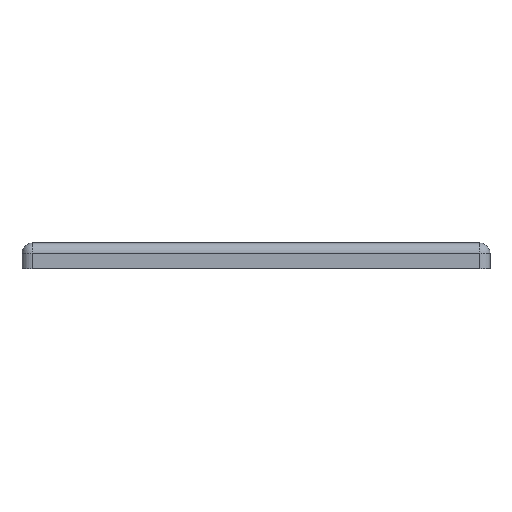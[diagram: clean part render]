
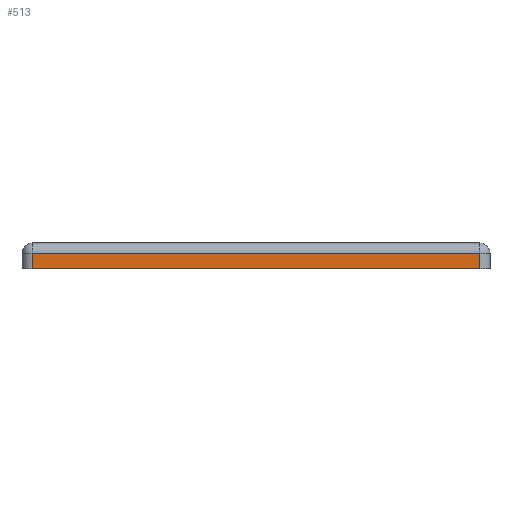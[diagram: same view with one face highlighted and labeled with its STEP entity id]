
A CAD part, front view. The second image highlights one B-rep face of the part: STEP entity #513.
In plain terms, the highlighted planar face has unit normal (0, -1, 0).
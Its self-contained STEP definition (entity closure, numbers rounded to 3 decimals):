
#8 = CARTESIAN_POINT ( 'NONE',  ( 21.5, -27., 0. ) ) ;
#26 = FACE_OUTER_BOUND ( 'NONE', #391, .T. ) ;
#60 = LINE ( 'NONE', #1668, #2063 ) ;
#171 = DIRECTION ( 'NONE',  ( 0., 0., -1. ) ) ;
#197 = ORIENTED_EDGE ( 'NONE', *, *, #2152, .T. ) ;
#309 = VERTEX_POINT ( 'NONE', #1289 ) ;
#391 = EDGE_LOOP ( 'NONE', ( #3078, #2493, #197, #761 ) ) ;
#413 = VECTOR ( 'NONE', #2321, 1000. ) ;
#445 = VERTEX_POINT ( 'NONE', #1787 ) ;
#513 = ADVANCED_FACE ( 'NONE', ( #26 ), #822, .F. ) ;
#553 = CARTESIAN_POINT ( 'NONE',  ( -21.5, -27., 2.5 ) ) ;
#707 = VERTEX_POINT ( 'NONE', #8 ) ;
#715 = CARTESIAN_POINT ( 'NONE',  ( 21.5, -27., 0. ) ) ;
#719 = CARTESIAN_POINT ( 'NONE',  ( 21.5, -27., 1.5 ) ) ;
#761 = ORIENTED_EDGE ( 'NONE', *, *, #2481, .T. ) ;
#822 = PLANE ( 'NONE',  #3020 ) ;
#964 = LINE ( 'NONE', #719, #2237 ) ;
#1039 = DIRECTION ( 'NONE',  ( 0., 1., 0. ) ) ;
#1085 = VERTEX_POINT ( 'NONE', #2107 ) ;
#1217 = DIRECTION ( 'NONE',  ( -1., 0., 0. ) ) ;
#1289 = CARTESIAN_POINT ( 'NONE',  ( 21.5, -27., 1.5 ) ) ;
#1668 = CARTESIAN_POINT ( 'NONE',  ( 21.5, -27., 2.5 ) ) ;
#1787 = CARTESIAN_POINT ( 'NONE',  ( -21.5, -27., 0. ) ) ;
#1912 = VECTOR ( 'NONE', #2477, 1000. ) ;
#2007 = EDGE_CURVE ( 'NONE', #309, #707, #60, .T. ) ;
#2063 = VECTOR ( 'NONE', #171, 1000. ) ;
#2107 = CARTESIAN_POINT ( 'NONE',  ( -21.5, -27., 1.5 ) ) ;
#2152 = EDGE_CURVE ( 'NONE', #1085, #445, #2339, .T. ) ;
#2237 = VECTOR ( 'NONE', #1217, 1000. ) ;
#2321 = DIRECTION ( 'NONE',  ( 0., 0., -1. ) ) ;
#2339 = LINE ( 'NONE', #553, #413 ) ;
#2477 = DIRECTION ( 'NONE',  ( 1., 0., 0. ) ) ;
#2481 = EDGE_CURVE ( 'NONE', #445, #707, #2564, .T. ) ;
#2493 = ORIENTED_EDGE ( 'NONE', *, *, #2967, .T. ) ;
#2556 = CARTESIAN_POINT ( 'NONE',  ( 21.5, -27., 2.5 ) ) ;
#2564 = LINE ( 'NONE', #715, #1912 ) ;
#2798 = DIRECTION ( 'NONE',  ( 0., 0., 1. ) ) ;
#2967 = EDGE_CURVE ( 'NONE', #309, #1085, #964, .T. ) ;
#3020 = AXIS2_PLACEMENT_3D ( 'NONE', #2556, #1039, #2798 ) ;
#3078 = ORIENTED_EDGE ( 'NONE', *, *, #2007, .F. ) ;
